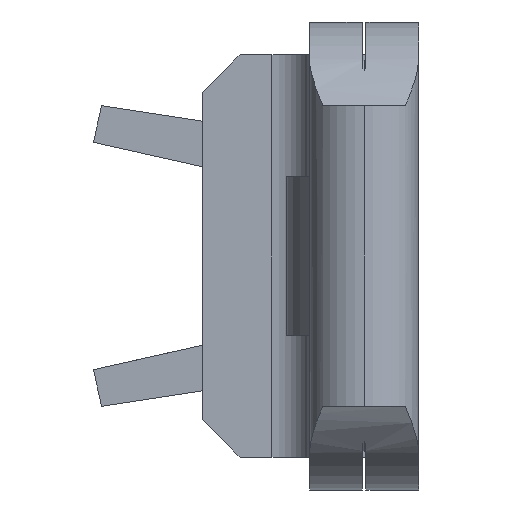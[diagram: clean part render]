
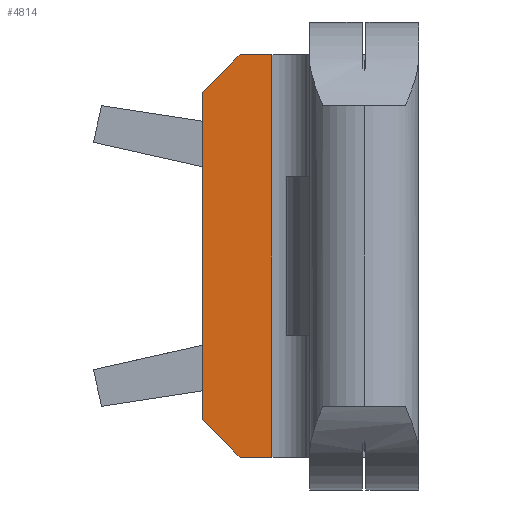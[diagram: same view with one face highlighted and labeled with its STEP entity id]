
A CAD part, left-side view. The second image highlights one B-rep face of the part: STEP entity #4814.
In plain terms, the highlighted planar face has unit normal (-1, 0, 0).
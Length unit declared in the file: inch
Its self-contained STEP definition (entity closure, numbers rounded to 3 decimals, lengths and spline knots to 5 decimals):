
#36 = CARTESIAN_POINT ( 'NONE',  ( 0.861, 0.049, 0.107 ) ) ;
#42 = VECTOR ( 'NONE', #4583, 39.37008 ) ;
#144 = CARTESIAN_POINT ( 'NONE',  ( 0.861, 0.049, 0.1245 ) ) ;
#149 = CARTESIAN_POINT ( 'NONE',  ( 0.861, 0.086, 0.1245 ) ) ;
#385 = LINE ( 'NONE', #1920, #1486 ) ;
#451 = VERTEX_POINT ( 'NONE', #4476 ) ;
#787 = DIRECTION ( 'NONE',  ( 0., -0.707, -0.707 ) ) ;
#835 = EDGE_CURVE ( 'NONE', #4245, #3106, #1026, .T. ) ;
#981 = EDGE_LOOP ( 'NONE', ( #3527, #3896, #2172, #1054, #1210, #4662 ) ) ;
#1026 = LINE ( 'NONE', #2566, #4716 ) ;
#1054 = ORIENTED_EDGE ( 'NONE', *, *, #4249, .T. ) ;
#1163 = CARTESIAN_POINT ( 'NONE',  ( 0.861, 0.066, 0.107 ) ) ;
#1164 = VECTOR ( 'NONE', #1684, 39.37008 ) ;
#1210 = ORIENTED_EDGE ( 'NONE', *, *, #3450, .T. ) ;
#1337 = VECTOR ( 'NONE', #787, 39.37008 ) ;
#1397 = VECTOR ( 'NONE', #1687, 39.37008 ) ;
#1486 = VECTOR ( 'NONE', #3460, 39.37008 ) ;
#1500 = DIRECTION ( 'NONE',  ( 1., 0., 0. ) ) ;
#1522 = LINE ( 'NONE', #3059, #42 ) ;
#1684 = DIRECTION ( 'NONE',  ( 0., 0., -1. ) ) ;
#1687 = DIRECTION ( 'NONE',  ( 0., 0., -1. ) ) ;
#1871 = FACE_OUTER_BOUND ( 'NONE', #981, .T. ) ;
#1920 = CARTESIAN_POINT ( 'NONE',  ( 0.861, 0.086, -0.107 ) ) ;
#2113 = VERTEX_POINT ( 'NONE', #2950 ) ;
#2171 = AXIS2_PLACEMENT_3D ( 'NONE', #4937, #1500, #3040 ) ;
#2172 = ORIENTED_EDGE ( 'NONE', *, *, #2406, .T. ) ;
#2406 = EDGE_CURVE ( 'NONE', #3106, #2113, #3598, .T. ) ;
#2433 = LINE ( 'NONE', #144, #1164 ) ;
#2566 = CARTESIAN_POINT ( 'NONE',  ( 0.861, 0.066, 0.107 ) ) ;
#2708 = LINE ( 'NONE', #4238, #1337 ) ;
#2778 = EDGE_CURVE ( 'NONE', #4261, #3221, #2433, .T. ) ;
#2950 = CARTESIAN_POINT ( 'NONE',  ( 0.861, 0.086, -0.087 ) ) ;
#3040 = DIRECTION ( 'NONE',  ( 0., 0., -1. ) ) ;
#3059 = CARTESIAN_POINT ( 'NONE',  ( 0.861, 0.086, 0.107 ) ) ;
#3106 = VERTEX_POINT ( 'NONE', #3917 ) ;
#3221 = VERTEX_POINT ( 'NONE', #4017 ) ;
#3409 = PLANE ( 'NONE',  #2171 ) ;
#3433 = EDGE_CURVE ( 'NONE', #4261, #4245, #1522, .T. ) ;
#3450 = EDGE_CURVE ( 'NONE', #451, #3221, #385, .T. ) ;
#3460 = DIRECTION ( 'NONE',  ( 0., -1., 0. ) ) ;
#3527 = ORIENTED_EDGE ( 'NONE', *, *, #3433, .T. ) ;
#3598 = LINE ( 'NONE', #149, #1397 ) ;
#3896 = ORIENTED_EDGE ( 'NONE', *, *, #835, .T. ) ;
#3917 = CARTESIAN_POINT ( 'NONE',  ( 0.861, 0.086, 0.087 ) ) ;
#4017 = CARTESIAN_POINT ( 'NONE',  ( 0.861, 0.049, -0.107 ) ) ;
#4093 = DIRECTION ( 'NONE',  ( 0., 0.707, -0.707 ) ) ;
#4238 = CARTESIAN_POINT ( 'NONE',  ( 0.861, 0.066, -0.107 ) ) ;
#4245 = VERTEX_POINT ( 'NONE', #1163 ) ;
#4249 = EDGE_CURVE ( 'NONE', #2113, #451, #2708, .T. ) ;
#4261 = VERTEX_POINT ( 'NONE', #36 ) ;
#4476 = CARTESIAN_POINT ( 'NONE',  ( 0.861, 0.066, -0.107 ) ) ;
#4583 = DIRECTION ( 'NONE',  ( 0., 1., 0. ) ) ;
#4662 = ORIENTED_EDGE ( 'NONE', *, *, #2778, .F. ) ;
#4716 = VECTOR ( 'NONE', #4093, 39.37008 ) ;
#4814 = ADVANCED_FACE ( 'NONE', ( #1871 ), #3409, .F. ) ;
#4937 = CARTESIAN_POINT ( 'NONE',  ( 0.861, 0.086, 0.1245 ) ) ;
